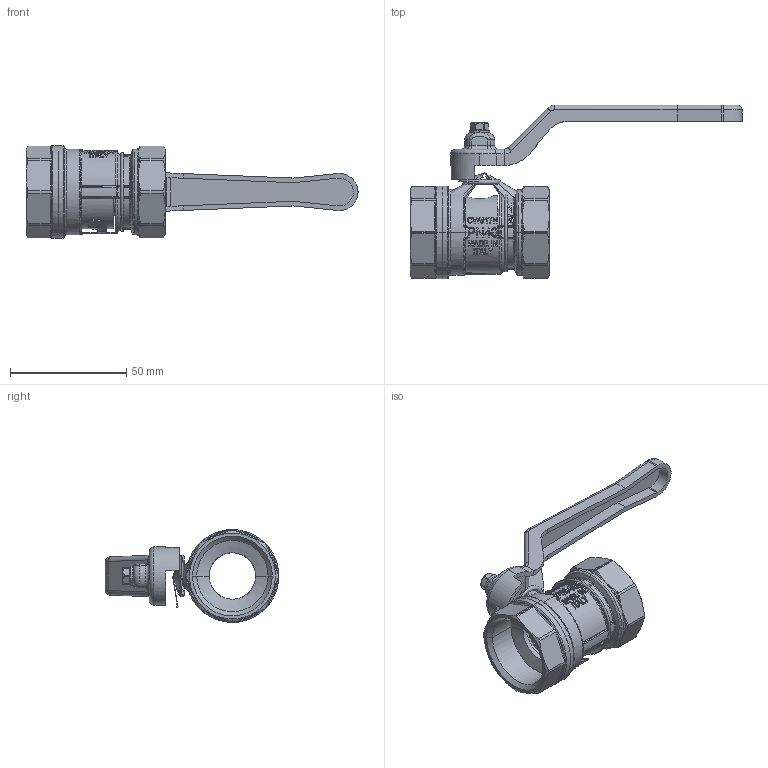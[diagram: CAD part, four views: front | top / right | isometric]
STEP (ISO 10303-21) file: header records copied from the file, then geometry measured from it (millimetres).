
FILE_DESCRIPTION (( 'STEP AP214' ), '1' );
FILE_NAME ('IT-ORIENT11106_R.STEP', '2018-09-21T14:58:54', ( '' ), ( '' ), 'SwSTEP 2.0', 'SolidWorks 2018', '' );
FILE_SCHEMA (( 'AUTOMOTIVE_DESIGN' ));
Length unit declared in the file: millimetre
Products named in the file (1): IT-ORIENT11106_R
Bounding box: 143 x 74.78 x 40 mm (x, y, z)
Surface area: 24734.5 mm2 (no closed solid volume)
Topology: 0 solids, 17 shells, 1145 faces, 2762 edges, 1618 vertices
Faces by surface type: plane 404, bspline 314, cylinder 219, torus 110, cone 59, sphere 39
Entity records: 50164 total; most frequent: CARTESIAN_POINT 30273, ORIENTED_EDGE 5320, EDGE_CURVE 2689, B_SPLINE_CURVE_WITH_KNOTS 2560, DIRECTION 1664, VERTEX_POINT 1600, EDGE_LOOP 1209, ADVANCED_FACE 1145
